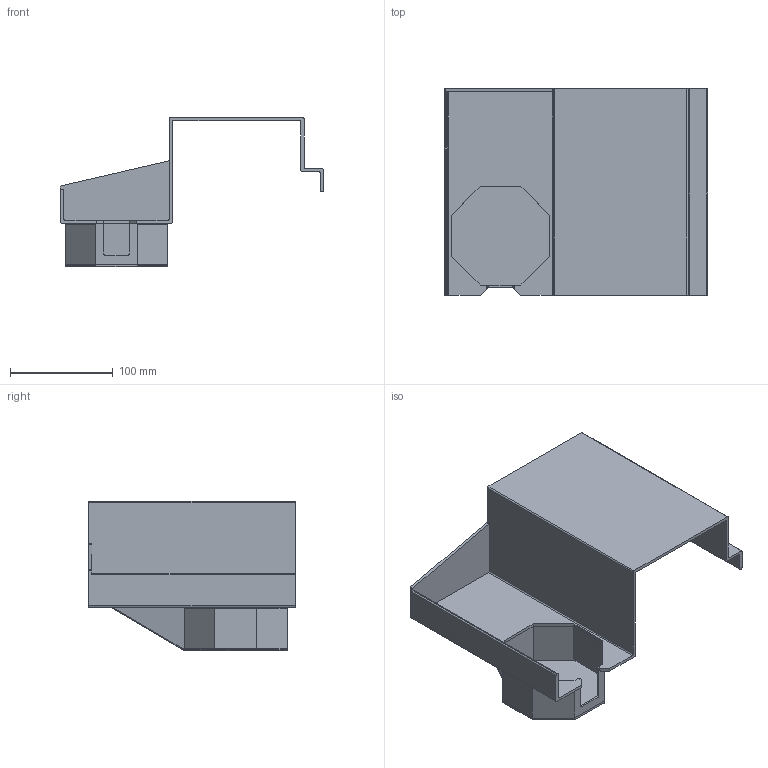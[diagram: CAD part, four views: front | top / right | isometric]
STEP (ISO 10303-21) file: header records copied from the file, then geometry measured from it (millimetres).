
FILE_DESCRIPTION(('FreeCAD Model'),'2;1');
FILE_NAME('Open CASCADE Shape Model','2024-11-10T11:07:39',(''),(''), 'Open CASCADE STEP processor 7.7','FreeCAD','Unknown');
FILE_SCHEMA(('AUTOMOTIVE_DESIGN { 1 0 10303 214 1 1 1 1 }'));
Length unit declared in the file: millimetre
Products named in the file (1): v2
Bounding box: 256.2 x 201 x 145.2 mm (x, y, z)
Volume: 350709.9 mm3; surface area: 221527.5 mm2
Topology: 1 solids, 1 shells, 103 faces, 285 edges, 184 vertices
Faces by surface type: plane 63, cylinder 38, bspline 2
Entity records: 3477 total; most frequent: CARTESIAN_POINT 791, ORIENTED_EDGE 570, DIRECTION 545, EDGE_CURVE 285, LINE 213, VECTOR 213, VERTEX_POINT 184, AXIS2_PLACEMENT_3D 166
